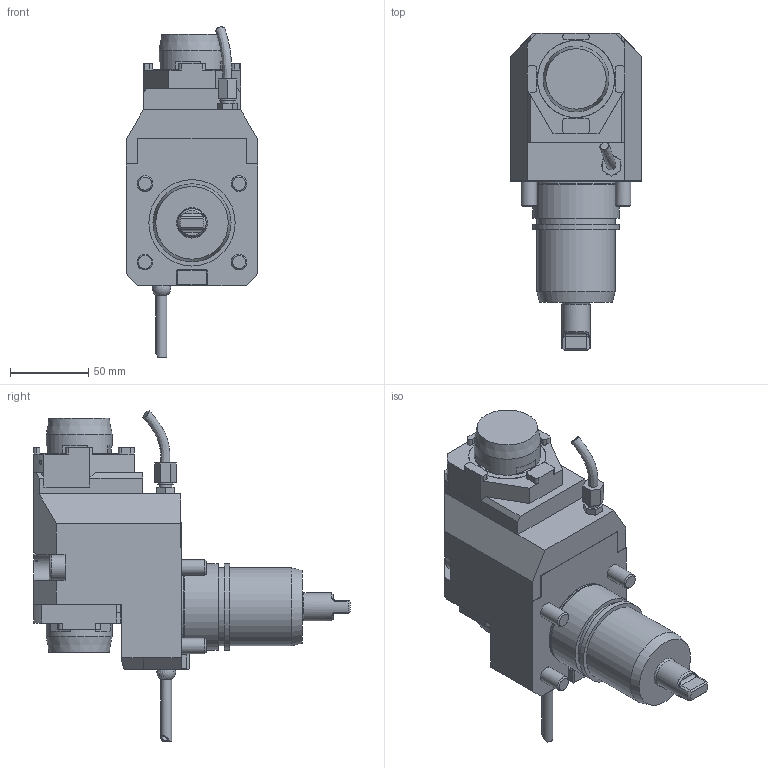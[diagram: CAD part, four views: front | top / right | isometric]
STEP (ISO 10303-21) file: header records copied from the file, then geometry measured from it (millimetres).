
FILE_DESCRIPTION (( 'STEP AP214' ), '1' );
FILE_NAME ('RRPPTAH25I321UN55.STEP', '2025-10-02T06:01:23', ( '' ), ( '' ), 'SwSTEP 2.0', 'SolidWorks 2023', '' );
FILE_SCHEMA (( 'AUTOMOTIVE_DESIGN' ));
Length unit declared in the file: millimetre
Products named in the file (1): RRPPTAH25I321UN55
Bounding box: 84 x 201.8 x 210.31 mm (x, y, z)
Volume: 1023927.9 mm3; surface area: 83921.2 mm2
Topology: 1 solids, 1 shells, 617 faces, 1607 edges, 1062 vertices
Faces by surface type: plane 408, cylinder 92, bspline 90, cone 22, torus 4, sphere 1
Full cylindrical faces by diameter (mm): 1.7 x1, 2.1 x1, 4 x1, 6.366 x1, 7 x1, 8.15 x1, 9.8 x1, 10 x4, 16 x2, 18 x1, 42 x2, 49.7 x2, 54.6 x1, 55 x2
Entity records: 27912 total; most frequent: CARTESIAN_POINT 9846, ORIENTED_EDGE 3092, DIRECTION 2584, EDGE_CURVE 1546, VECTOR 1106, LINE 1106, VERTEX_POINT 1042, AXIS2_PLACEMENT_3D 739
